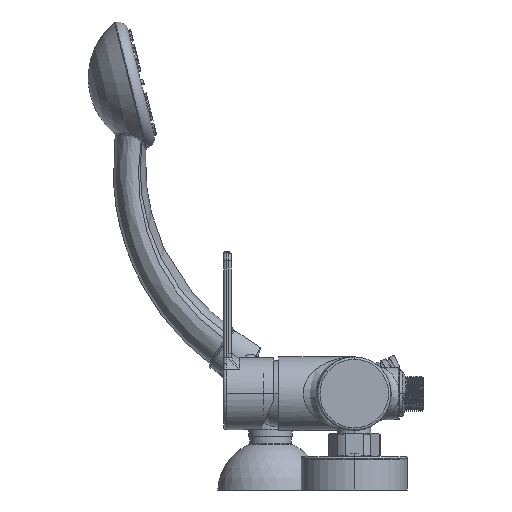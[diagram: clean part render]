
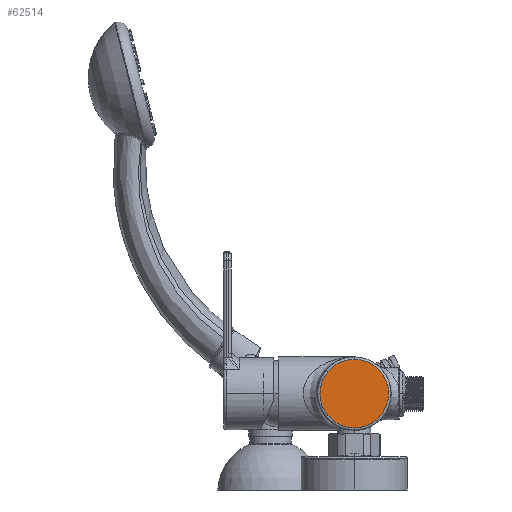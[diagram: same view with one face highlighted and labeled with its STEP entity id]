
A CAD part, left-side view. The second image highlights one B-rep face of the part: STEP entity #62514.
In plain terms, the highlighted planar face has unit normal (-1, 0, 0).
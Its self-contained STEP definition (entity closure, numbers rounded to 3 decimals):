
#17847=CARTESIAN_POINT('',(-90.5,0.,0.));
#17848=DIRECTION('',(1.,0.,0.));
#17849=DIRECTION('',(0.,0.,1.));
#17850=AXIS2_PLACEMENT_3D('',#17847,#17848,#17849);
#17852=CARTESIAN_POINT('',(-90.5,0.,0.));
#17853=DIRECTION('',(1.,0.,0.));
#17854=DIRECTION('',(0.,0.,-1.));
#17855=AXIS2_PLACEMENT_3D('',#17852,#17853,#17854);
#20732=CARTESIAN_POINT('',(-90.5,0.,20.5));
#20733=CARTESIAN_POINT('',(-90.5,0.,-20.5));
#20734=VERTEX_POINT('',#20732);
#20735=VERTEX_POINT('',#20733);
#62505=CARTESIAN_POINT('',(-90.5,-30.,-40.));
#62506=DIRECTION('',(1.,0.,0.));
#62507=DIRECTION('',(0.,1.,0.));
#62508=AXIS2_PLACEMENT_3D('',#62505,#62506,#62507);
#62509=PLANE('',#62508);
#62510=ORIENTED_EDGE('',*,*,#40979,.T.);
#62511=ORIENTED_EDGE('',*,*,#41006,.T.);
#62512=EDGE_LOOP('',(#62510,#62511));
#62513=FACE_OUTER_BOUND('',#62512,.F.);
#62514=ADVANCED_FACE('',(#62513),#62509,.F.);
#17851=CIRCLE('',#17850,20.5);
#17856=CIRCLE('',#17855,20.5);
#40979=EDGE_CURVE('',#20734,#20735,#17851,.T.);
#41006=EDGE_CURVE('',#20735,#20734,#17856,.T.);
